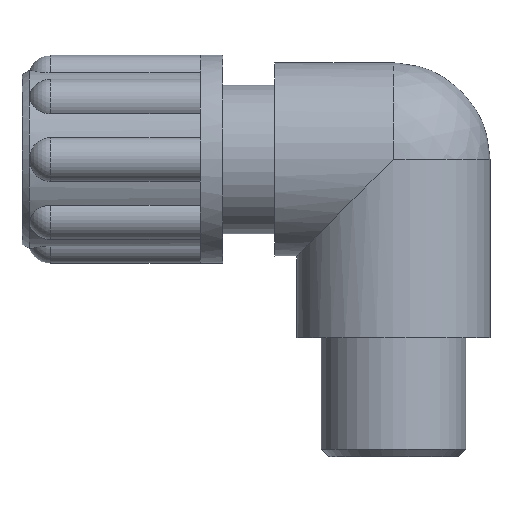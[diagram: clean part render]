
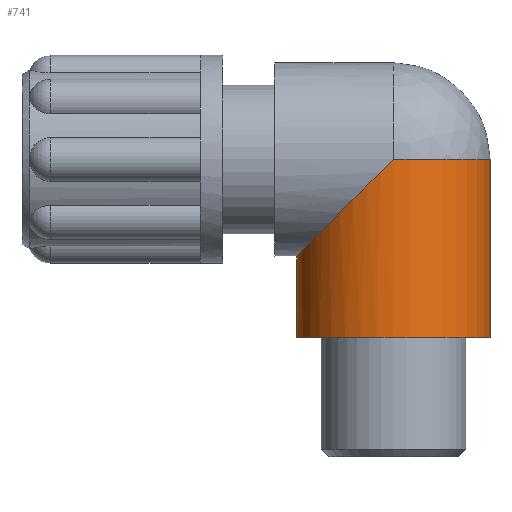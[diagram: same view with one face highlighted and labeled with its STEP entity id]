
A CAD part, front view. The second image highlights one B-rep face of the part: STEP entity #741.
In plain terms, the highlighted cylindrical face has radius 6.5 mm (diameter 13 mm), a full revolution.
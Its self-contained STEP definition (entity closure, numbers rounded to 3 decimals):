
#52=ELLIPSE('',#759,9.192,6.5);
#93=FACE_BOUND('',#213,.T.);
#145=FACE_OUTER_BOUND('',#212,.T.);
#212=EDGE_LOOP('',(#660,#661));
#213=EDGE_LOOP('',(#662));
#238=CIRCLE('',#753,6.5);
#299=CIRCLE('',#861,6.5);
#304=VERTEX_POINT('',#1166);
#305=VERTEX_POINT('',#1167);
#365=VERTEX_POINT('',#1543);
#371=EDGE_CURVE('',#304,#305,#238,.T.);
#375=EDGE_CURVE('',#304,#305,#52,.T.);
#465=EDGE_CURVE('',#365,#365,#299,.T.);
#660=ORIENTED_EDGE('',*,*,#375,.F.);
#661=ORIENTED_EDGE('',*,*,#371,.T.);
#662=ORIENTED_EDGE('',*,*,#465,.F.);
#690=CYLINDRICAL_SURFACE('',#860,6.5);
#741=ADVANCED_FACE('',(#145,#93),#690,.T.);
#753=AXIS2_PLACEMENT_3D('',#1168,#881,#882);
#759=AXIS2_PLACEMENT_3D('',#1176,#893,#894);
#860=AXIS2_PLACEMENT_3D('',#1542,#1111,#1112);
#861=AXIS2_PLACEMENT_3D('',#1544,#1113,#1114);
#881=DIRECTION('center_axis',(0.,0.,-1.));
#882=DIRECTION('ref_axis',(-1.,0.,0.));
#893=DIRECTION('center_axis',(-0.707,0.,0.707));
#894=DIRECTION('ref_axis',(-0.707,0.,-0.707));
#1111=DIRECTION('center_axis',(0.,0.,
-1.));
#1112=DIRECTION('ref_axis',(1.,0.,0.));
#1113=DIRECTION('center_axis',(0.,0.,
-1.));
#1114=DIRECTION('ref_axis',(1.,0.,0.));
#1166=CARTESIAN_POINT('',(0.,6.5,0.));
#1167=CARTESIAN_POINT('',(0.,-6.5,0.));
#1168=CARTESIAN_POINT('Origin',(0.,0.,0.));
#1176=CARTESIAN_POINT('Origin',(0.,0.,0.));
#1542=CARTESIAN_POINT('Origin',(0.,0.,
-11.25));
#1543=CARTESIAN_POINT('',(6.5,0.,-12.));
#1544=CARTESIAN_POINT('Origin',(0.,0.,
-12.));
